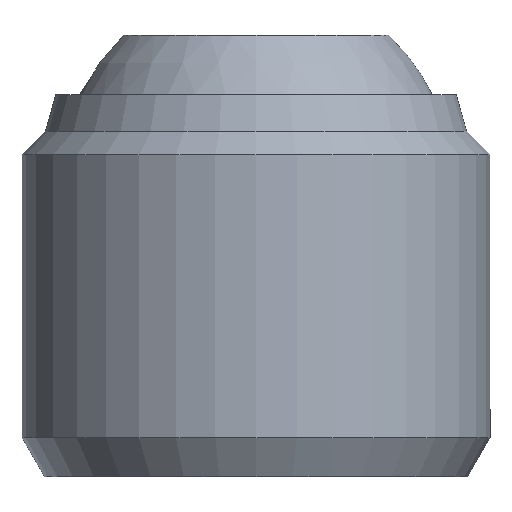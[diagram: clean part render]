
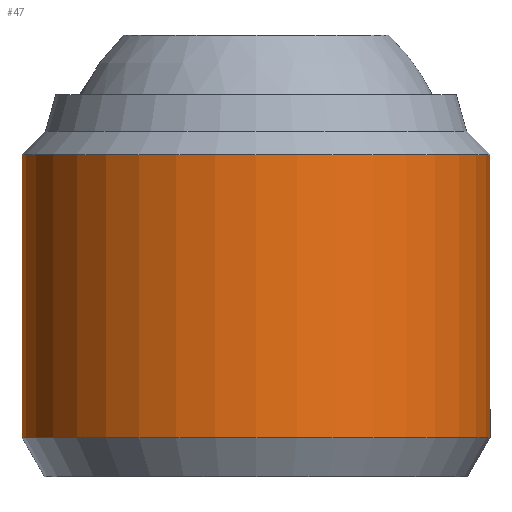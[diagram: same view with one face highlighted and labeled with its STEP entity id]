
A CAD part, front view. The second image highlights one B-rep face of the part: STEP entity #47.
In plain terms, the highlighted cylindrical face has radius 9 mm (diameter 18 mm), a full revolution.
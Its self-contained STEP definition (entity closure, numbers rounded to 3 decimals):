
#47 = ADVANCED_FACE( '', ( #97, #98 ), #99, .T. );
#97 = FACE_OUTER_BOUND( '', #146, .T. );
#98 = FACE_OUTER_BOUND( '', #147, .T. );
#99 = CYLINDRICAL_SURFACE( '', #148, 9. );
#146 = EDGE_LOOP( '', ( #201 ) );
#147 = EDGE_LOOP( '', ( #202 ) );
#148 = AXIS2_PLACEMENT_3D( '', #203, #204, #205 );
#201 = ORIENTED_EDGE( '', *, *, #231, .T. );
#202 = ORIENTED_EDGE( '', *, *, #244, .T. );
#203 = CARTESIAN_POINT( '', ( 0., 0., 14.7 ) );
#204 = DIRECTION( '', ( 0., 0., 1. ) );
#205 = DIRECTION( '', ( -1., 0., 0. ) );
#231 = EDGE_CURVE( '', #253, #253, #254, .T. );
#244 = EDGE_CURVE( '', #273, #273, #274, .T. );
#253 = VERTEX_POINT( '', #284 );
#254 = CIRCLE( '', #285, 9. );
#273 = VERTEX_POINT( '', #304 );
#274 = CIRCLE( '', #305, 9. );
#284 = CARTESIAN_POINT( '', ( 9., 0., 1.5 ) );
#285 = AXIS2_PLACEMENT_3D( '', #315, #316, #317 );
#304 = CARTESIAN_POINT( '', ( -9., 0., 12.4 ) );
#305 = AXIS2_PLACEMENT_3D( '', #336, #337, #338 );
#315 = CARTESIAN_POINT( '', ( 0., 0., 1.5 ) );
#316 = DIRECTION( '', ( 0., 0., 1. ) );
#317 = DIRECTION( '', ( 1., 0., 0. ) );
#336 = CARTESIAN_POINT( '', ( 0., 0., 12.4 ) );
#337 = DIRECTION( '', ( 0., 0., -1. ) );
#338 = DIRECTION( '', ( -1., 0., 0. ) );
